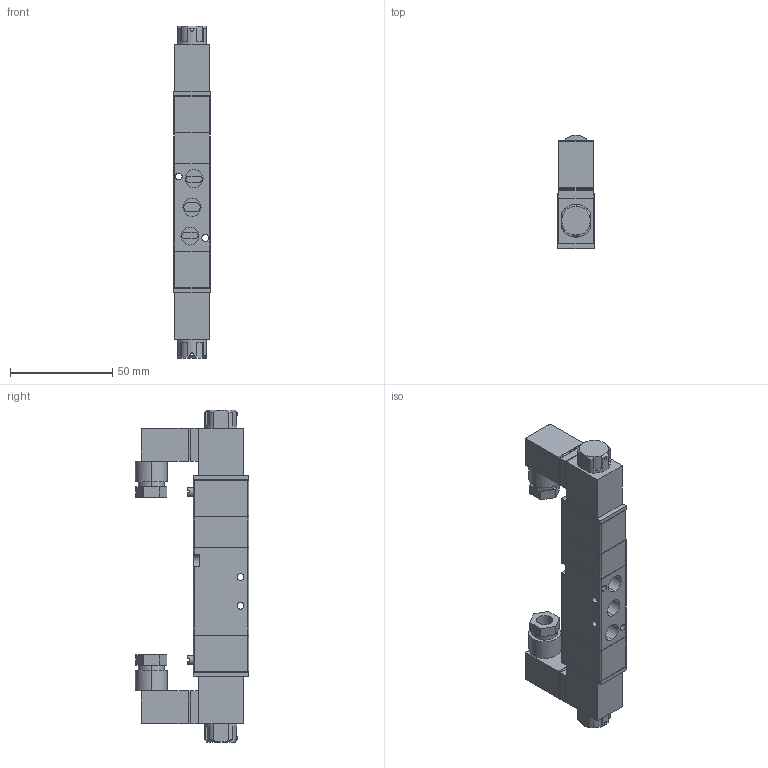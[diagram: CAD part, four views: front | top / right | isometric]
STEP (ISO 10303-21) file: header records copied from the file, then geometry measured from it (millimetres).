
FILE_DESCRIPTION (( 'STEP AP203' ), '1' );
FILE_NAME ('4V130C-E-P-1-8.STEP', '2016-07-08T21:13:40', ( '' ), ( '' ), 'SwSTEP 2.0', 'SolidWorks 2016', '' );
FILE_SCHEMA (( 'CONFIG_CONTROL_DESIGN' ));
Length unit declared in the file: inch
Products named in the file (1): 4V130C-E-P-1-8
Bounding box: 18 x 55.25 x 162 mm (x, y, z)
Volume: 83972.5 mm3; surface area: 23293.7 mm2
Topology: 1 solids, 1 shells, 350 faces, 865 edges, 552 vertices
Faces by surface type: plane 240, cylinder 88, cone 16, torus 6
Entity records: 10536 total; most frequent: CARTESIAN_POINT 2096, ORIENTED_EDGE 1730, DIRECTION 1723, EDGE_CURVE 865, VECTOR 597, LINE 597, AXIS2_PLACEMENT_3D 563, VERTEX_POINT 552
